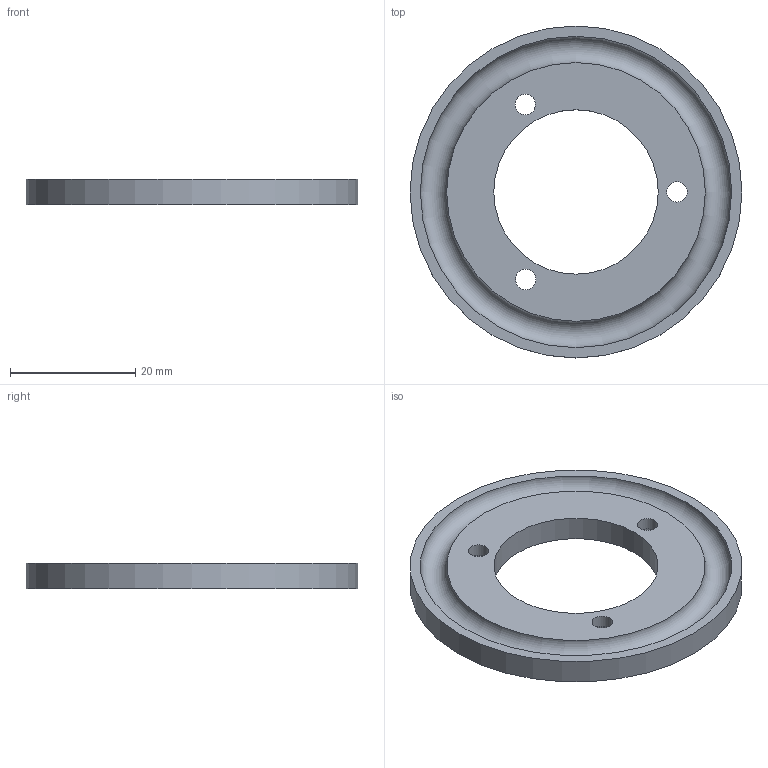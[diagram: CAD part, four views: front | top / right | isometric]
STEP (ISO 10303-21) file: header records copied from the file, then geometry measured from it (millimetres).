
FILE_DESCRIPTION(/* description */ ('','CAx-IF Rec.Pracs.---Representation and Presentation of Product Manufacturing Information (PMI)---4.0---2014-10-13'),/* implementation_level */ '2;1');
FILE_NAME(/* name */ 'Lower collar v2.step',/* time_stamp */ '2025-03-28T14:05:03+01:00',/* author */ (''),/* organization */ (''),/* preprocessor_version */ 'ST-DEVELOPER v20',/* originating_system */ 'Autodesk Translation Framework v13.20.0.188',/* authorisation */ '');
FILE_SCHEMA (('AP242_MANAGED_MODEL_BASED_3D_ENGINEERING_MIM_LF { 1 0 10303 442 1 1 4 }'));
Length unit declared in the file: centimetre
Products named in the file (1): Lower collar
Bounding box: 53 x 53 x 4 mm (x, y, z)
Volume: 5478.8 mm3; surface area: 4784.4 mm2
Topology: 1 solids, 1 shells, 15 faces, 27 edges, 18 vertices
Faces by surface type: cylinder 8, plane 6, torus 1
Full cylindrical faces by diameter (mm): 3.245 x1, 3.246 x1, 3.248 x1, 5.498 x1, 5.501 x1, 5.506 x1, 26.242 x1, 53 x1
Entity records: 418 total; most frequent: DIRECTION 78, CARTESIAN_POINT 61, ORIENTED_EDGE 54, AXIS2_PLACEMENT_3D 35, EDGE_LOOP 27, EDGE_CURVE 27, CIRCLE 19, VERTEX_POINT 18
